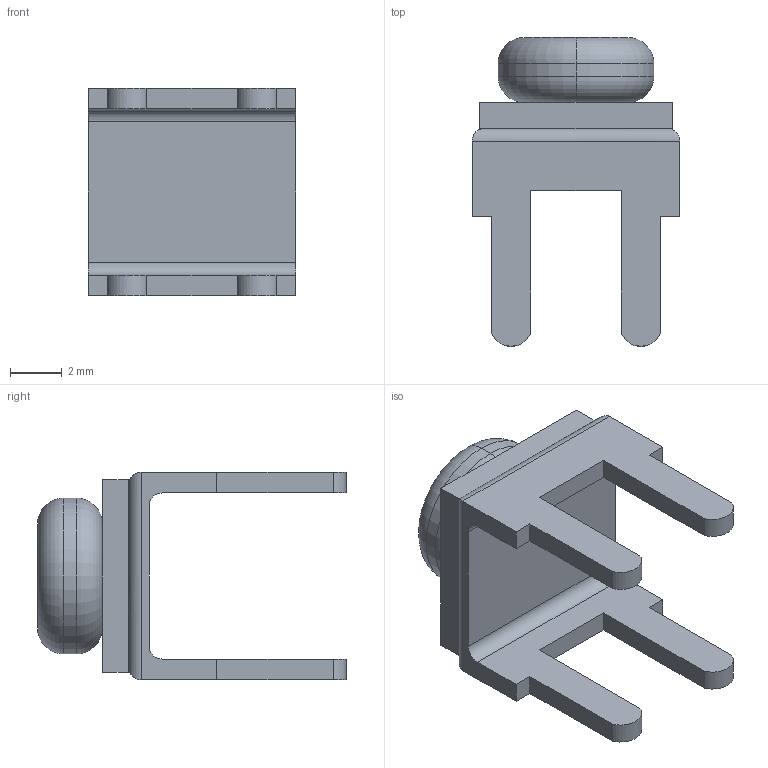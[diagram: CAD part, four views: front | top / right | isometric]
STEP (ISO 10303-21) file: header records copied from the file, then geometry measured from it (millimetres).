
FILE_DESCRIPTION (( 'STEP AP214' ), '1' );
FILE_NAME ('KLS8 CW1-Ì3.STEP', '2023-08-10T13:15:25', ( '' ), ( '' ), 'SwSTEP 2.0', 'SolidWorks 2021', '' );
FILE_SCHEMA (( 'AUTOMOTIVE_DESIGN' ));
Length unit declared in the file: millimetre
Products named in the file (1): KLS8 CW1-ﾌ3
Bounding box: 8 x 11.9 x 8 mm (x, y, z)
Volume: 210.6 mm3; surface area: 435.1 mm2
Topology: 1 solids, 1 shells, 60 faces, 160 edges, 104 vertices
Faces by surface type: plane 44, cylinder 12, torus 4
Entity records: 1910 total; most frequent: CARTESIAN_POINT 395, ORIENTED_EDGE 320, DIRECTION 290, EDGE_CURVE 160, LINE 116, VECTOR 116, VERTEX_POINT 104, AXIS2_PLACEMENT_3D 87
